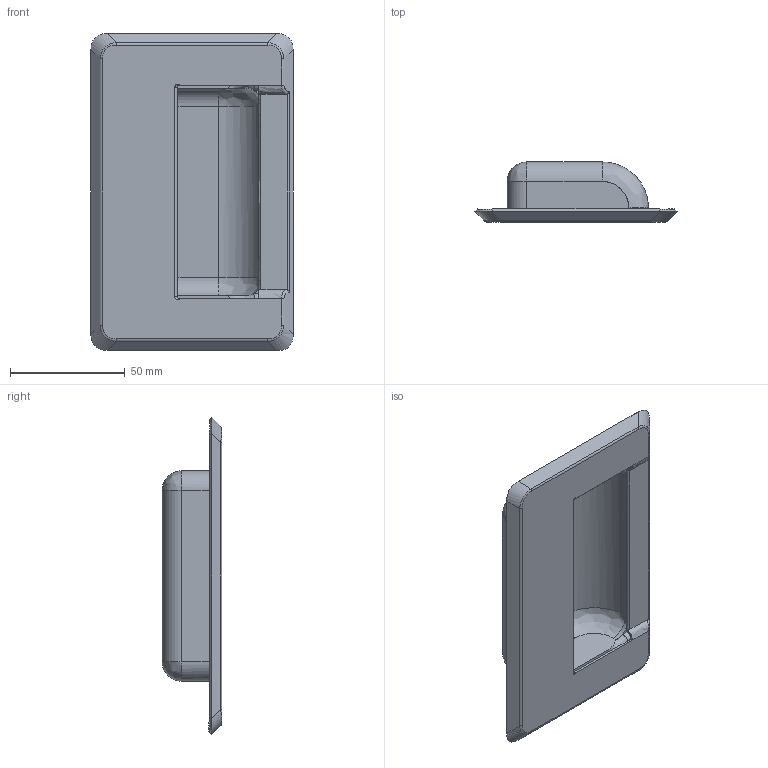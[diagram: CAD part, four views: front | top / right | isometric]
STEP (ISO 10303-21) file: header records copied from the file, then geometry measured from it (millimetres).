
FILE_DESCRIPTION((''),'2;1');
FILE_NAME('','2006-02-22T15:49:27',(''),(''),'','CADfix','');
FILE_SCHEMA(('AUTOMOTIVE_DESIGN'));
Length unit declared in the file: millimetre
Products named in the file (4): nut; cover; base; THA_317_1N_17094_36
Assembly tree (6 placements, depth 2):
  THA_317_1N_17094_36
    nut  x4
    cover
    base
Bounding box: 88 x 26 x 138 mm (x, y, z)
Volume: 19046.1 mm3; surface area: 53614 mm2
Topology: 6 solids, 6 shells, 383 faces, 1163 edges, 820 vertices
Faces by surface type: bspline 383
Entity records: 14606 total; most frequent: CARTESIAN_POINT 8525, ORIENTED_EDGE 2010, EDGE_CURVE 1005, VERTEX_POINT 700, B_SPLINE_CURVE_WITH_KNOTS 579, QUASI_UNIFORM_CURVE 405, EDGE_LOOP 383, FACE_OUTER_BOUND 341
